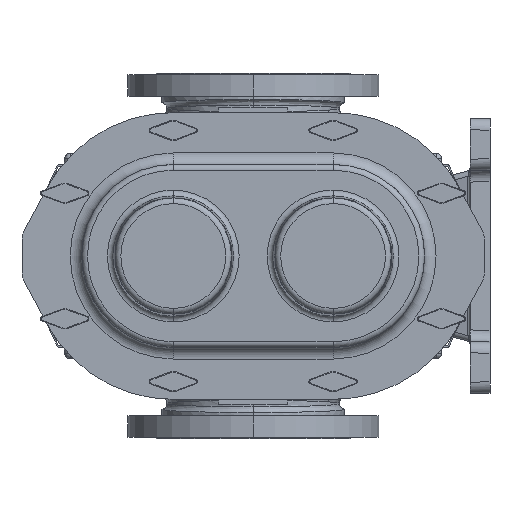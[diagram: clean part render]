
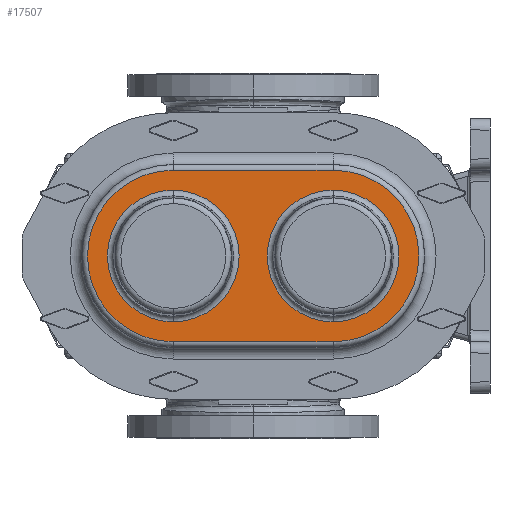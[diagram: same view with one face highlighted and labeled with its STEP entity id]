
A CAD part, left-side view. The second image highlights one B-rep face of the part: STEP entity #17507.
In plain terms, the highlighted planar face has unit normal (-1, 0, 0).
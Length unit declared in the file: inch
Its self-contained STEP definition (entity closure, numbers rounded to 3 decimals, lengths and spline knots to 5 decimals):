
#229 = CIRCLE ( 'NONE', #32196, 2.88368 ) ;
#1824 = FACE_BOUND ( 'NONE', #19041, .T. ) ;
#1843 = LINE ( 'NONE', #17471, #42782 ) ;
#2408 = ORIENTED_EDGE ( 'NONE', *, *, #26829, .T. ) ;
#3263 = AXIS2_PLACEMENT_3D ( 'NONE', #27179, #18974, #4075 ) ;
#4075 = DIRECTION ( 'NONE',  ( 0., 0., -1. ) ) ;
#4326 = DIRECTION ( 'NONE',  ( 0., 0., -1. ) ) ;
#4493 = CARTESIAN_POINT ( 'NONE',  ( -1.75, 3.5, 0. ) ) ;
#4665 = EDGE_CURVE ( 'NONE', #30606, #35273, #42734, .T. ) ;
#5047 = AXIS2_PLACEMENT_3D ( 'NONE', #4493, #46813, #31695 ) ;
#5698 = DIRECTION ( 'NONE',  ( 0., 0., -1. ) ) ;
#5955 = CARTESIAN_POINT ( 'NONE',  ( -1.75, 3.5, 0. ) ) ;
#5956 = DIRECTION ( 'NONE',  ( 1., 0., 0. ) ) ;
#6210 = DIRECTION ( 'NONE',  ( 1., 0., 0. ) ) ;
#7692 = CARTESIAN_POINT ( 'NONE',  ( -1.75, -3.5, 0. ) ) ;
#8793 = EDGE_CURVE ( 'NONE', #44990, #44942, #35171, .T. ) ;
#9763 = DIRECTION ( 'NONE',  ( 0., 0., -1. ) ) ;
#10040 = CARTESIAN_POINT ( 'NONE',  ( -1.75, 3.5, 3.75858 ) ) ;
#10752 = CARTESIAN_POINT ( 'NONE',  ( -1.75, -3.5, 3.75858 ) ) ;
#11067 = DIRECTION ( 'NONE',  ( 1., 0., 0. ) ) ;
#11257 = AXIS2_PLACEMENT_3D ( 'NONE', #5955, #6210, #5698 ) ;
#11634 = VERTEX_POINT ( 'NONE', #17384 ) ;
#12636 = AXIS2_PLACEMENT_3D ( 'NONE', #24860, #32532, #4326 ) ;
#13610 = DIRECTION ( 'NONE',  ( 1., 0., 0. ) ) ;
#16847 = ORIENTED_EDGE ( 'NONE', *, *, #19463, .T. ) ;
#17384 = CARTESIAN_POINT ( 'NONE',  ( -1.75, -3.5, -2.88368 ) ) ;
#17471 = CARTESIAN_POINT ( 'NONE',  ( -1.75, -3.5, -3.75858 ) ) ;
#17507 = ADVANCED_FACE ( 'NONE', ( #25158, #40784, #1824 ), #41044, .F. ) ;
#18974 = DIRECTION ( 'NONE',  ( -1., 0., 0. ) ) ;
#19041 = EDGE_LOOP ( 'NONE', ( #2408, #41094 ) ) ;
#19463 = EDGE_CURVE ( 'NONE', #49604, #42416, #28209, .T. ) ;
#19492 = DIRECTION ( 'NONE',  ( 0., 0., -1. ) ) ;
#21426 = ORIENTED_EDGE ( 'NONE', *, *, #48973, .T. ) ;
#22927 = EDGE_LOOP ( 'NONE', ( #43892, #35315 ) ) ;
#23588 = EDGE_LOOP ( 'NONE', ( #34384, #21426, #16847, #46060 ) ) ;
#24860 = CARTESIAN_POINT ( 'NONE',  ( -1.75, 3.5, 0. ) ) ;
#25158 = FACE_OUTER_BOUND ( 'NONE', #23588, .T. ) ;
#26271 = CARTESIAN_POINT ( 'NONE',  ( -1.75, 3.5, -3.75858 ) ) ;
#26829 = EDGE_CURVE ( 'NONE', #11634, #41799, #229, .T. ) ;
#27179 = CARTESIAN_POINT ( 'NONE',  ( -1.75, -3.5, 0. ) ) ;
#28209 = CIRCLE ( 'NONE', #12636, 3.75858 ) ;
#28379 = LINE ( 'NONE', #28873, #42709 ) ;
#28873 = CARTESIAN_POINT ( 'NONE',  ( -1.75, 3.5, 3.75858 ) ) ;
#30606 = VERTEX_POINT ( 'NONE', #34791 ) ;
#31162 = EDGE_CURVE ( 'NONE', #35273, #30606, #39049, .T. ) ;
#31695 = DIRECTION ( 'NONE',  ( 0., 0., -1. ) ) ;
#32196 = AXIS2_PLACEMENT_3D ( 'NONE', #32890, #5956, #45443 ) ;
#32532 = DIRECTION ( 'NONE',  ( -1., 0., 0. ) ) ;
#32890 = CARTESIAN_POINT ( 'NONE',  ( -1.75, -3.5, 0. ) ) ;
#33092 = CARTESIAN_POINT ( 'NONE',  ( -1.75, 6.0375, 0. ) ) ;
#33113 = DIRECTION ( 'NONE',  ( 0., -1., 0. ) ) ;
#34384 = ORIENTED_EDGE ( 'NONE', *, *, #8793, .T. ) ;
#34791 = CARTESIAN_POINT ( 'NONE',  ( -1.75, 3.5, 2.88368 ) ) ;
#35171 = CIRCLE ( 'NONE', #3263, 3.75858 ) ;
#35273 = VERTEX_POINT ( 'NONE', #38495 ) ;
#35315 = ORIENTED_EDGE ( 'NONE', *, *, #4665, .T. ) ;
#35921 = CIRCLE ( 'NONE', #39170, 2.88368 ) ;
#38495 = CARTESIAN_POINT ( 'NONE',  ( -1.75, 3.5, -2.88368 ) ) ;
#39049 = CIRCLE ( 'NONE', #11257, 2.88368 ) ;
#39170 = AXIS2_PLACEMENT_3D ( 'NONE', #7692, #11067, #19492 ) ;
#39456 = CARTESIAN_POINT ( 'NONE',  ( -1.75, -3.5, 2.88368 ) ) ;
#39619 = DIRECTION ( 'NONE',  ( 0., 1., 0. ) ) ;
#40784 = FACE_BOUND ( 'NONE', #22927, .T. ) ;
#41044 = PLANE ( 'NONE',  #46206 ) ;
#41094 = ORIENTED_EDGE ( 'NONE', *, *, #45546, .T. ) ;
#41799 = VERTEX_POINT ( 'NONE', #39456 ) ;
#42416 = VERTEX_POINT ( 'NONE', #26271 ) ;
#42709 = VECTOR ( 'NONE', #39619, 39.37008 ) ;
#42734 = CIRCLE ( 'NONE', #5047, 2.88368 ) ;
#42782 = VECTOR ( 'NONE', #33113, 39.37008 ) ;
#43027 = CARTESIAN_POINT ( 'NONE',  ( -1.75, -3.5, -3.75858 ) ) ;
#43892 = ORIENTED_EDGE ( 'NONE', *, *, #31162, .T. ) ;
#44942 = VERTEX_POINT ( 'NONE', #10752 ) ;
#44990 = VERTEX_POINT ( 'NONE', #43027 ) ;
#45443 = DIRECTION ( 'NONE',  ( 0., 0., -1. ) ) ;
#45546 = EDGE_CURVE ( 'NONE', #41799, #11634, #35921, .T. ) ;
#46060 = ORIENTED_EDGE ( 'NONE', *, *, #50695, .T. ) ;
#46206 = AXIS2_PLACEMENT_3D ( 'NONE', #33092, #13610, #9763 ) ;
#46813 = DIRECTION ( 'NONE',  ( 1., 0., 0. ) ) ;
#48973 = EDGE_CURVE ( 'NONE', #44942, #49604, #28379, .T. ) ;
#49604 = VERTEX_POINT ( 'NONE', #10040 ) ;
#50695 = EDGE_CURVE ( 'NONE', #42416, #44990, #1843, .T. ) ;
